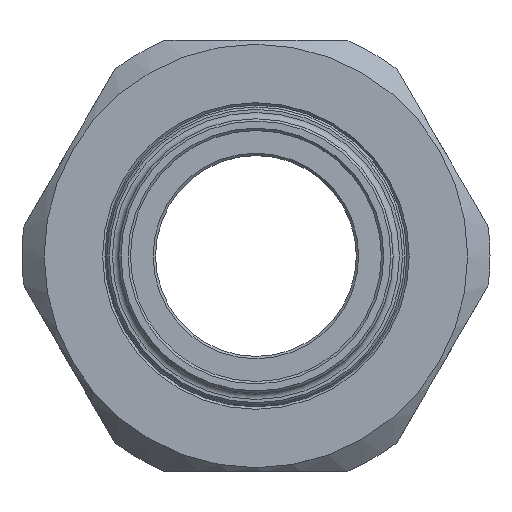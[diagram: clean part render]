
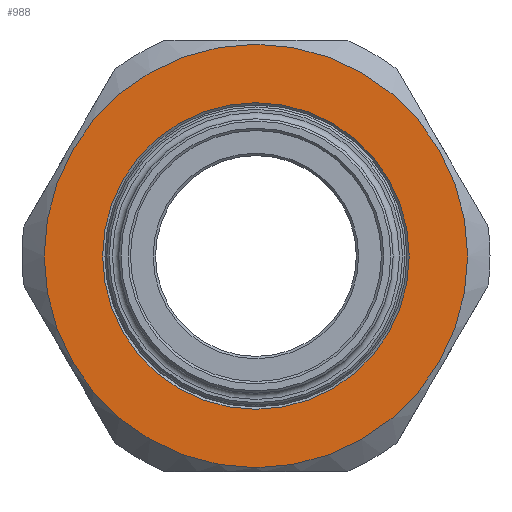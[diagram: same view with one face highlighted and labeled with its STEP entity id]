
A CAD part, left-side view. The second image highlights one B-rep face of the part: STEP entity #988.
In plain terms, the highlighted planar face has unit normal (-1, 0, 0).
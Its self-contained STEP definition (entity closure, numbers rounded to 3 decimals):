
#40=FACE_BOUND('',#191,.T.);
#94=PLANE('',#1147);
#128=FACE_OUTER_BOUND('',#190,.T.);
#190=EDGE_LOOP('',(#758));
#191=EDGE_LOOP('',(#759));
#348=CIRCLE('',#1127,27.);
#358=CIRCLE('',#1146,19.55);
#442=VERTEX_POINT('',#1695);
#451=VERTEX_POINT('',#1730);
#552=EDGE_CURVE('',#442,#442,#348,.T.);
#566=EDGE_CURVE('',#451,#451,#358,.T.);
#758=ORIENTED_EDGE('',*,*,#552,.T.);
#759=ORIENTED_EDGE('',*,*,#566,.F.);
#988=ADVANCED_FACE('',(#128,#40),#94,.T.);
#1127=AXIS2_PLACEMENT_3D('',#1697,#1317,#1318);
#1146=AXIS2_PLACEMENT_3D('',#1731,#1358,#1359);
#1147=AXIS2_PLACEMENT_3D('',#1733,#1361,#1362);
#1317=DIRECTION('center_axis',(-1.,0.,0.));
#1318=DIRECTION('ref_axis',(0.,1.,0.));
#1358=DIRECTION('center_axis',(-1.,0.,0.));
#1359=DIRECTION('ref_axis',(0.,0.,-1.));
#1361=DIRECTION('center_axis',(-1.,0.,0.));
#1362=DIRECTION('ref_axis',(0.,0.,1.));
#1695=CARTESIAN_POINT('',(-21.,-27.,0.));
#1697=CARTESIAN_POINT('Origin',(-21.,0.,0.));
#1730=CARTESIAN_POINT('',(-21.,0.,19.55));
#1731=CARTESIAN_POINT('Origin',(-21.,0.,0.));
#1733=CARTESIAN_POINT('Origin',(-21.,0.,0.));
